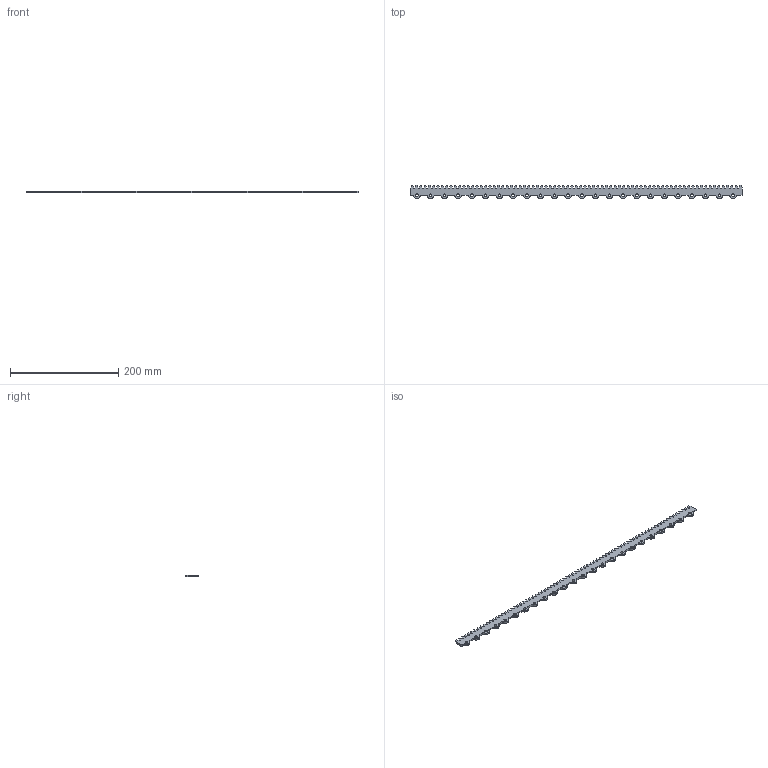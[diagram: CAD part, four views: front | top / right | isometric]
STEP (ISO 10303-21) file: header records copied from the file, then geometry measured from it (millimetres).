
FILE_DESCRIPTION(/* description */ ('STEP AP214'),/* implementation_level */ '2;1');
FILE_NAME(/* name */ '65c589e25f58383adc4ca815',/* time_stamp */ '2024-02-09T02:11:47Z',/* author */ (''),/* organization */ (''),/* preprocessor_version */ 'ST-DEVELOPER v19.4',/* originating_system */ ' ',/* authorisation */ ' ');
FILE_SCHEMA (('AUTOMOTIVE_DESIGN {1 0 10303 214 3 1 1}'));
Length unit declared in the file: metre
Products named in the file (1): WCP-0543
Bounding box: 613.32 x 24.74 x 3.17 mm (x, y, z)
Volume: 34211.2 mm3; surface area: 29001.8 mm2
Topology: 1 solids, 1 shells, 587 faces, 1755 edges, 1170 vertices
Faces by surface type: plane 337, cylinder 250
Full cylindrical faces by diameter (mm): 4.978 x24
Entity records: 19835 total; most frequent: CARTESIAN_POINT 3489, ORIENTED_EDGE 3462, DIRECTION 3407, EDGE_CURVE 1731, LINE 1231, VECTOR 1231, VERTEX_POINT 1170, AXIS2_PLACEMENT_3D 1088
